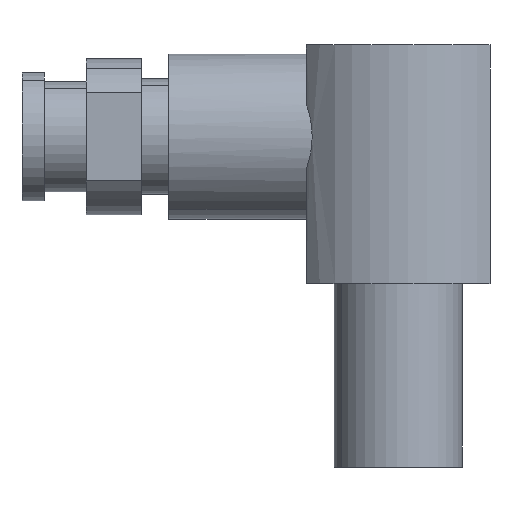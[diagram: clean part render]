
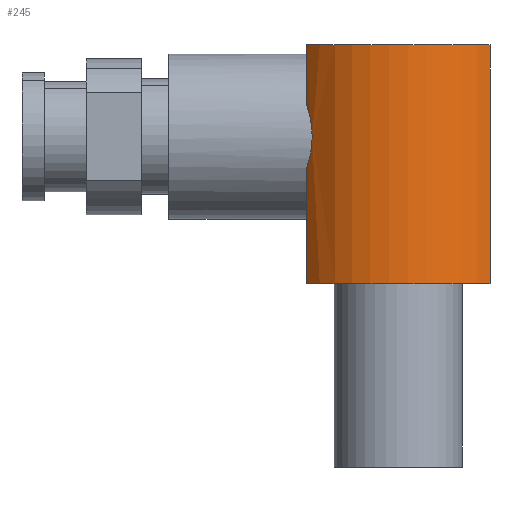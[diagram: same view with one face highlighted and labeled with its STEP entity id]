
A CAD part, front view. The second image highlights one B-rep face of the part: STEP entity #245.
In plain terms, the highlighted cylindrical face has radius 6.5 mm (diameter 13 mm), a partial arc.
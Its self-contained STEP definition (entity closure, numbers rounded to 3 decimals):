
#63=AXIS2_PLACEMENT_3D('Circle Axis2P3D',#61,#62,$) ;
#148=AXIS2_PLACEMENT_3D('Cylinder Axis2P3D',#145,#146,#147) ;
#217=AXIS2_PLACEMENT_3D('Circle Axis2P3D',#215,#216,$) ;
#61=CARTESIAN_POINT('Axis2P3D Location',(0.,0.,-8.)) ;
#65=CARTESIAN_POINT('Vertex',(-5.,-4.153,-8.)) ;
#67=CARTESIAN_POINT('Vertex',(5.,-4.153,-8.)) ;
#125=CARTESIAN_POINT('Vertex',(5.,-4.153,5.)) ;
#128=CARTESIAN_POINT('Line Origine',(5.,-4.153,-1.5)) ;
#145=CARTESIAN_POINT('Axis2P3D Location',(0.,0.,-5.5)) ;
#188=CARTESIAN_POINT('Line Origine',(-5.,-4.153,-4.866)) ;
#192=CARTESIAN_POINT('Vertex',(-5.,-4.153,-1.732)) ;
#215=CARTESIAN_POINT('Axis2P3D Location',(0.,0.,5.)) ;
#219=CARTESIAN_POINT('Vertex',(-5.,-4.153,5.)) ;
#222=CARTESIAN_POINT('Line Origine',(-5.,-4.153,-1.5)) ;
#226=CARTESIAN_POINT('Vertex',(-5.,-4.153,1.732)) ;
#230=CARTESIAN_POINT('Control Point',(-5.,-4.153,-1.732)) ;
#231=CARTESIAN_POINT('Control Point',(-4.779,-4.419,-1.095)) ;
#232=CARTESIAN_POINT('Control Point',(-4.616,-4.575,-0.389)) ;
#233=CARTESIAN_POINT('Control Point',(-4.616,-4.575,0.389)) ;
#234=CARTESIAN_POINT('Control Point',(-4.779,-4.419,1.095)) ;
#235=CARTESIAN_POINT('Control Point',(-5.,-4.153,1.732)) ;
#62=DIRECTION('Axis2P3D Direction',(0.,0.,1.)) ;
#129=DIRECTION('Vector Direction',(0.,0.,-1.)) ;
#146=DIRECTION('Axis2P3D Direction',(0.,0.,1.)) ;
#147=DIRECTION('Axis2P3D XDirection',(0.878,0.479,0.)) ;
#189=DIRECTION('Vector Direction',(0.,0.,-1.)) ;
#216=DIRECTION('Axis2P3D Direction',(0.,0.,1.)) ;
#223=DIRECTION('Vector Direction',(0.,0.,1.)) ;
#130=VECTOR('Line Direction',#129,1.) ;
#190=VECTOR('Line Direction',#189,1.) ;
#224=VECTOR('Line Direction',#223,1.) ;
#238=ORIENTED_EDGE('',*,*,#194,.T.) ;
#239=ORIENTED_EDGE('',*,*,#69,.T.) ;
#240=ORIENTED_EDGE('',*,*,#132,.F.) ;
#241=ORIENTED_EDGE('',*,*,#221,.F.) ;
#242=ORIENTED_EDGE('',*,*,#228,.T.) ;
#243=ORIENTED_EDGE('',*,*,#236,.F.) ;
#245=ADVANCED_FACE('Stecker',(#244),#149,.T.) ;
#229=B_SPLINE_CURVE_WITH_KNOTS('',5,(#230,#231,#232,#233,#234,#235),.UNSPECIFIED.,.F.,.U.,(6,6),(0.,5.126),.UNSPECIFIED.) ;
#64=CIRCLE('generated circle',#63,6.5) ;
#218=CIRCLE('generated circle',#217,6.5) ;
#149=CYLINDRICAL_SURFACE('generated cylinder',#148,6.5) ;
#69=EDGE_CURVE('',#66,#68,#64,.T.) ;
#132=EDGE_CURVE('',#126,#68,#131,.T.) ;
#194=EDGE_CURVE('',#193,#66,#191,.T.) ;
#221=EDGE_CURVE('',#220,#126,#218,.T.) ;
#228=EDGE_CURVE('',#220,#227,#225,.F.) ;
#236=EDGE_CURVE('',#193,#227,#229,.T.) ;
#237=EDGE_LOOP('',(#238,#239,#240,#241,#242,#243)) ;
#244=FACE_OUTER_BOUND('',#237,.T.) ;
#131=LINE('Line',#128,#130) ;
#191=LINE('Line',#188,#190) ;
#225=LINE('Line',#222,#224) ;
#66=VERTEX_POINT('',#65) ;
#68=VERTEX_POINT('',#67) ;
#126=VERTEX_POINT('',#125) ;
#193=VERTEX_POINT('',#192) ;
#220=VERTEX_POINT('',#219) ;
#227=VERTEX_POINT('',#226) ;
